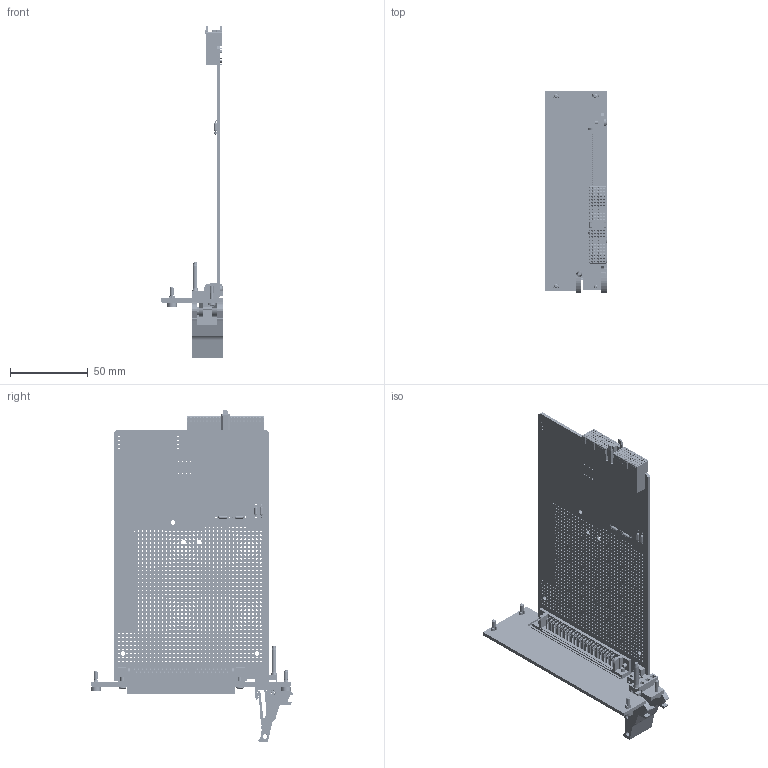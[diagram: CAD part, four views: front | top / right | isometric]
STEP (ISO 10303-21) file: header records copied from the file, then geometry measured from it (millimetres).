
FILE_DESCRIPTION (( 'STEP AP214' ), '1' );
FILE_NAME ('40-225-102 PXI 2 SLT 96W SCSI Prototype Card.STEP', '2013-08-22T12:46:01', ( 'admin' ), ( '' ), 'SwSTEP 2.0', 'SolidWorks 2012', '' );
FILE_SCHEMA (( 'AUTOMOTIVE_DESIGN' ));
Length unit declared in the file: millimetre
Products named in the file (1): 40-225-102 PXI 2 SLT 96W SCSI Prototype Card
Bounding box: 40.06 x 129.87 x 214 mm (x, y, z)
Surface area: 74395.2 mm2 (no closed solid volume)
Topology: 0 solids, 307 shells, 3838 faces, 13752 edges, 9803 vertices
Faces by surface type: plane 2201, cylinder 1576, cone 25, torus 17, sphere 17, bspline 2
Full cylindrical faces by diameter (mm): 0.242 x1, 0.3 x13, 0.6 x110, 0.864 x8, 0.889 x1, 0.914 x7, 0.966 x2, 0.991 x2, 1.016 x1145, 1.496 x2, 1.864 x4, 2 x7, 2.134 x2, 2.5 x8, 2.6 x5, 2.8 x1, 2.997 x3, 3 x3, 5 x8, 5.3 x3, 6 x3
Entity records: 190522 total; most frequent: CARTESIAN_POINT 32632, DIRECTION 23161, ORIENTED_EDGE 19141, EDGE_CURVE 12233, VERTEX_POINT 9665, LINE 7983, VECTOR 7983, EDGE_LOOP 7838
